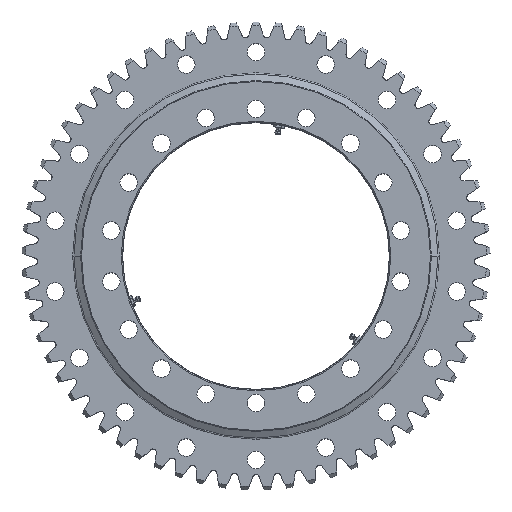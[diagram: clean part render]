
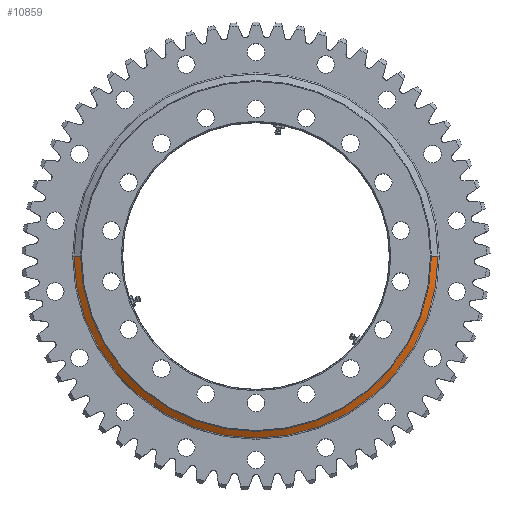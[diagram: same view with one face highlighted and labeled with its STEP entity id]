
A CAD part, top view. The second image highlights one B-rep face of the part: STEP entity #10859.
In plain terms, the highlighted conical face has half-angle 58.57 degrees and reference radius 200.5 mm.
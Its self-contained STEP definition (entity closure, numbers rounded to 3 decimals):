
#222 = LINE ( 'NONE', #20690, #647 ) ;
#647 = VECTOR ( 'NONE', #10722, 1000. ) ;
#1205 = DIRECTION ( 'NONE',  ( 0., -1., 0. ) ) ;
#1794 = CONICAL_SURFACE ( 'NONE', #25587, 200.5, 1.022 ) ;
#2309 = EDGE_CURVE ( 'NONE', #11740, #15139, #6808, .T. ) ;
#2555 = FACE_OUTER_BOUND ( 'NONE', #30922, .T. ) ;
#3184 = ORIENTED_EDGE ( 'NONE', *, *, #16582, .T. ) ;
#5033 = VERTEX_POINT ( 'NONE', #16394 ) ;
#6808 = CIRCLE ( 'NONE', #25696, 208.044 ) ;
#8094 = VECTOR ( 'NONE', #21502, 1000. ) ;
#9666 = DIRECTION ( 'NONE',  ( 0., -1., 0. ) ) ;
#9922 = EDGE_CURVE ( 'NONE', #24591, #11740, #222, .T. ) ;
#10245 = CARTESIAN_POINT ( 'NONE',  ( 193.5, -2.61, -208.044 ) ) ;
#10722 = DIRECTION ( 'NONE',  ( 0., -0.521, 0.853 ) ) ;
#10859 = ADVANCED_FACE ( 'NONE', ( #2555 ), #1794, .T. ) ;
#10860 = CARTESIAN_POINT ( 'NONE',  ( 193.5, -2.61, 208.044 ) ) ;
#11740 = VERTEX_POINT ( 'NONE', #10860 ) ;
#12689 = CIRCLE ( 'NONE', #21315, 200.5 ) ;
#13895 = CARTESIAN_POINT ( 'NONE',  ( 193.5, 2., 0. ) ) ;
#15139 = VERTEX_POINT ( 'NONE', #10245 ) ;
#15452 = LINE ( 'NONE', #18994, #8094 ) ;
#15560 = ORIENTED_EDGE ( 'NONE', *, *, #9922, .F. ) ;
#16394 = CARTESIAN_POINT ( 'NONE',  ( 193.5, 2., -200.5 ) ) ;
#16418 = DIRECTION ( 'NONE',  ( 0., 0., -1. ) ) ;
#16582 = EDGE_CURVE ( 'NONE', #24591, #5033, #12689, .T. ) ;
#17291 = CARTESIAN_POINT ( 'NONE',  ( 193.5, 2., 200.5 ) ) ;
#17367 = ORIENTED_EDGE ( 'NONE', *, *, #26163, .T. ) ;
#18507 = CARTESIAN_POINT ( 'NONE',  ( 193.5, 2., 0. ) ) ;
#18994 = CARTESIAN_POINT ( 'NONE',  ( 193.5, 2., -200.5 ) ) ;
#20690 = CARTESIAN_POINT ( 'NONE',  ( 193.5, 2., 200.5 ) ) ;
#21315 = AXIS2_PLACEMENT_3D ( 'NONE', #13895, #31170, #16418 ) ;
#21502 = DIRECTION ( 'NONE',  ( 0., -0.521, -0.853 ) ) ;
#23517 = DIRECTION ( 'NONE',  ( 0., 0., -1. ) ) ;
#24516 = CARTESIAN_POINT ( 'NONE',  ( 193.5, -2.61, 0. ) ) ;
#24591 = VERTEX_POINT ( 'NONE', #17291 ) ;
#25587 = AXIS2_PLACEMENT_3D ( 'NONE', #18507, #1205, #23517 ) ;
#25696 = AXIS2_PLACEMENT_3D ( 'NONE', #24516, #9666, #26977 ) ;
#26163 = EDGE_CURVE ( 'NONE', #5033, #15139, #15452, .T. ) ;
#26977 = DIRECTION ( 'NONE',  ( 0., 0., -1. ) ) ;
#27051 = ORIENTED_EDGE ( 'NONE', *, *, #2309, .F. ) ;
#30922 = EDGE_LOOP ( 'NONE', ( #15560, #3184, #17367, #27051 ) ) ;
#31170 = DIRECTION ( 'NONE',  ( 0., -1., 0. ) ) ;
